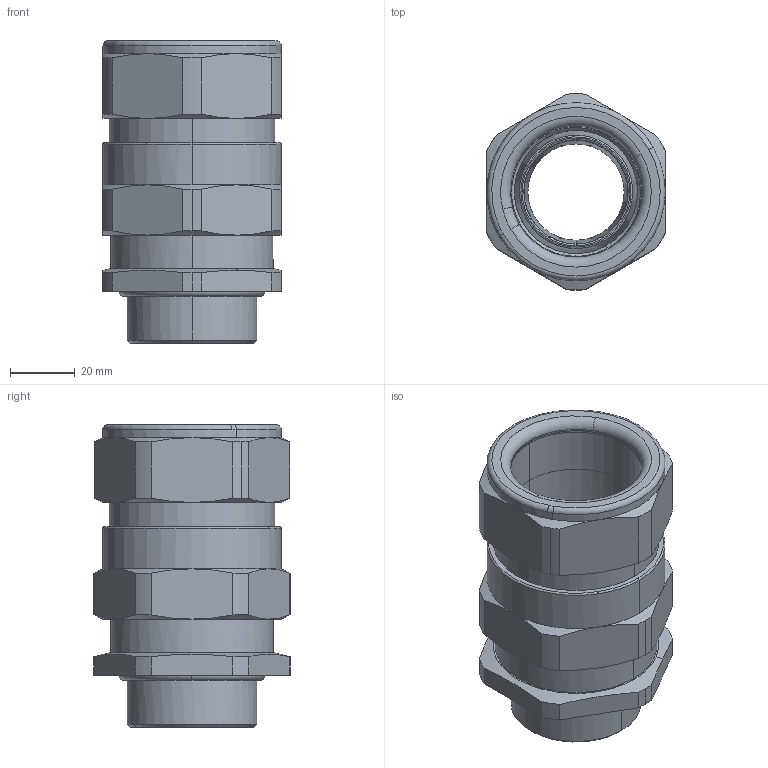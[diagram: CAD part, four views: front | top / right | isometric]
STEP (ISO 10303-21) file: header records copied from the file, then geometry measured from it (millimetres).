
FILE_DESCRIPTION(('CATIA V5 STEP Exchange','CAx-IF Rec.Pracs.--- Model Styling and Organization---1.4--- 2014-01-23'),'2;1');
FILE_NAME ('193991-2_1_1188890000_1188890000.stp','2020-12-07T08:01:49+00:00',('none'),('Weidmueller'),'CATIA Version 5-6 Release 2016 SP3 HF44','CATIA V5 STEP AP214','none');
FILE_SCHEMA(('AUTOMOTIVE_DESIGN { 1 0 10303 214 1 1 1 1 }'));
Length unit declared in the file: millimetre
Products named in the file (1): E1WF_M40-M40
Bounding box: 55 x 60.5 x 93.4 mm (x, y, z)
Volume: 101766.6 mm3; surface area: 58776.9 mm2
Topology: 5 solids, 5 shells, 247 faces, 576 edges, 354 vertices
Faces by surface type: cone 80, cylinder 76, torus 48, plane 43
Entity records: 6892 total; most frequent: CARTESIAN_POINT 1582, ORIENTED_EDGE 1152, DIRECTION 903, EDGE_CURVE 576, AXIS2_PLACEMENT_3D 545, VERTEX_POINT 354, CIRCLE 341, EDGE_LOOP 272
